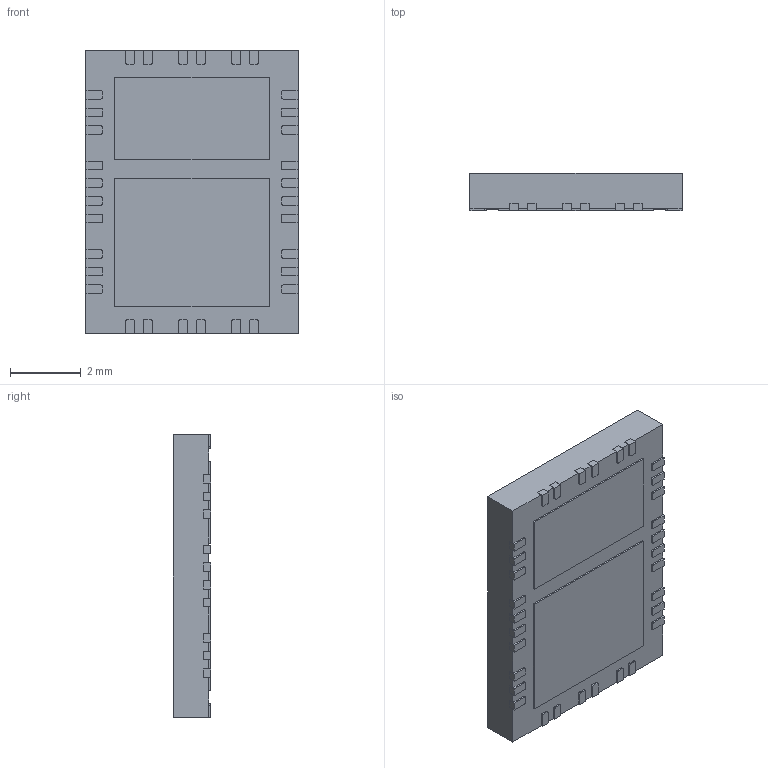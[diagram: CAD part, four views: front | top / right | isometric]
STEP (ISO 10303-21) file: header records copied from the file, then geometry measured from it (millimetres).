
FILE_DESCRIPTION (( 'STEP AP214' ), '1' );
FILE_NAME ('PD70224ILQ-TR.STEP', '2019-01-19T06:55:04', ( '' ), ( '' ), 'SwSTEP 2.0', 'SolidWorks 2017', '' );
FILE_SCHEMA (( 'AUTOMOTIVE_DESIGN' ));
Length unit declared in the file: millimetre
Products named in the file (1): PD70224ILQ-TR
Bounding box: 6 x 1.05 x 8 mm (x, y, z)
Volume: 49.5 mm3; surface area: 206.7 mm2
Topology: 36 solids, 36 shells, 483 faces, 1224 edges, 816 vertices
Faces by surface type: plane 351, cylinder 132
Entity records: 14831 total; most frequent: CARTESIAN_POINT 2524, DIRECTION 2456, ORIENTED_EDGE 2448, EDGE_CURVE 1224, LINE 960, VECTOR 960, VERTEX_POINT 816, AXIS2_PLACEMENT_3D 748
